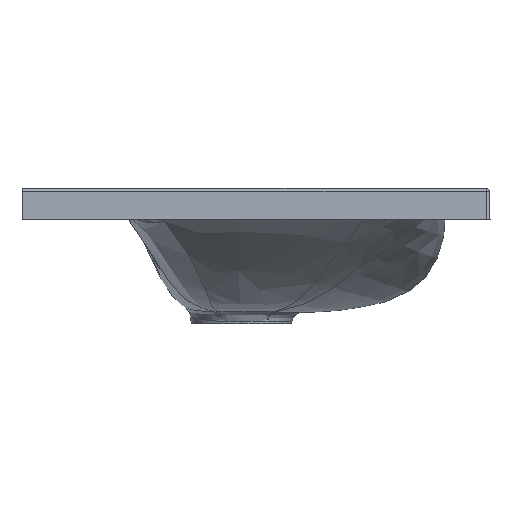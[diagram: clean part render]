
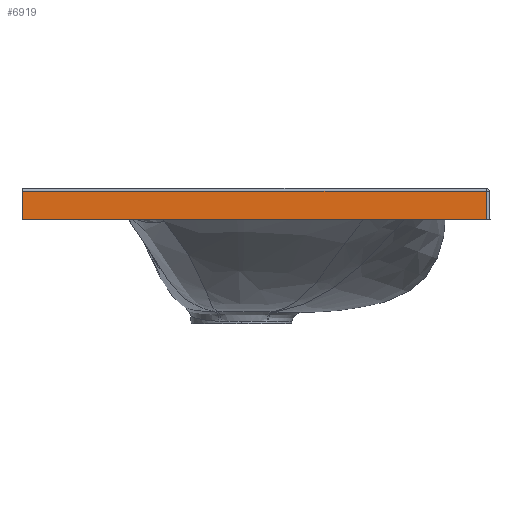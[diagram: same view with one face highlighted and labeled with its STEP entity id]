
A CAD part, left-side view. The second image highlights one B-rep face of the part: STEP entity #6919.
In plain terms, the highlighted planar face has unit normal (-1, 0, 0.026).
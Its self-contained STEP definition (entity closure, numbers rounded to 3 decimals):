
#243 = DIRECTION ( 'NONE',  ( -1., 0., 0.026 ) ) ;
#322 = ORIENTED_EDGE ( 'NONE', *, *, #10655, .T. ) ;
#1389 = ORIENTED_EDGE ( 'NONE', *, *, #2737, .T. ) ;
#1744 = DIRECTION ( 'NONE',  ( 0., 1., 0. ) ) ;
#2162 = CARTESIAN_POINT ( 'NONE',  ( -499.077, -221.078, -2.921 ) ) ;
#2737 = EDGE_CURVE ( 'NONE', #3888, #15101, #10299, .T. ) ;
#3308 = PLANE ( 'NONE',  #14228 ) ;
#3888 = VERTEX_POINT ( 'NONE', #6793 ) ;
#4455 = CARTESIAN_POINT ( 'NONE',  ( -499.002, -221.003, -0.078 ) ) ;
#4626 = FACE_OUTER_BOUND ( 'NONE', #11838, .T. ) ;
#4631 = CARTESIAN_POINT ( 'NONE',  ( -499.786, -224., -30. ) ) ;
#4710 = DIRECTION ( 'NONE',  ( 0.026, 0., 1. ) ) ;
#6003 = VECTOR ( 'NONE', #13101, 1000. ) ;
#6532 = CARTESIAN_POINT ( 'NONE',  ( -499.077, 224.077, -2.921 ) ) ;
#6558 = CARTESIAN_POINT ( 'NONE',  ( -499., 224., 0. ) ) ;
#6793 = CARTESIAN_POINT ( 'NONE',  ( -499.786, 224.786, -30. ) ) ;
#6919 = ADVANCED_FACE ( 'NONE', ( #4626 ), #3308, .T. ) ;
#7483 = EDGE_CURVE ( 'NONE', #15961, #8426, #15716, .T. ) ;
#8426 = VERTEX_POINT ( 'NONE', #6532 ) ;
#9009 = CARTESIAN_POINT ( 'NONE',  ( -499., -224., 0. ) ) ;
#10299 = LINE ( 'NONE', #4631, #6003 ) ;
#10655 = EDGE_CURVE ( 'NONE', #15101, #15961, #10705, .T. ) ;
#10705 = LINE ( 'NONE', #4455, #15010 ) ;
#10858 = DIRECTION ( 'NONE',  ( 0.026, -0.026, 0.999 ) ) ;
#11044 = CARTESIAN_POINT ( 'NONE',  ( -499.786, -221.787, -30. ) ) ;
#11219 = CARTESIAN_POINT ( 'NONE',  ( -499.077, 224., -2.921 ) ) ;
#11714 = EDGE_CURVE ( 'NONE', #3888, #8426, #17257, .T. ) ;
#11838 = EDGE_LOOP ( 'NONE', ( #12790, #1389, #322, #15278 ) ) ;
#12790 = ORIENTED_EDGE ( 'NONE', *, *, #11714, .F. ) ;
#13101 = DIRECTION ( 'NONE',  ( 0., -1., 0. ) ) ;
#14228 = AXIS2_PLACEMENT_3D ( 'NONE', #9009, #243, #4710 ) ;
#14510 = DIRECTION ( 'NONE',  ( 0.026, 0.026, 0.999 ) ) ;
#14773 = VECTOR ( 'NONE', #10858, 1000. ) ;
#15010 = VECTOR ( 'NONE', #14510, 1000. ) ;
#15101 = VERTEX_POINT ( 'NONE', #11044 ) ;
#15264 = VECTOR ( 'NONE', #1744, 1000. ) ;
#15278 = ORIENTED_EDGE ( 'NONE', *, *, #7483, .T. ) ;
#15716 = LINE ( 'NONE', #11219, #15264 ) ;
#15961 = VERTEX_POINT ( 'NONE', #2162 ) ;
#17257 = LINE ( 'NONE', #6558, #14773 ) ;
